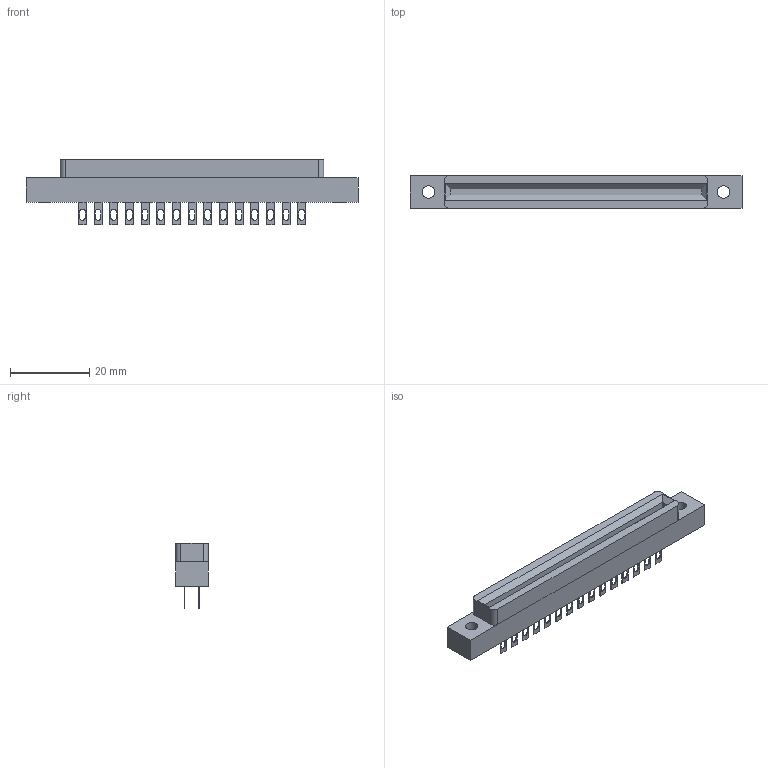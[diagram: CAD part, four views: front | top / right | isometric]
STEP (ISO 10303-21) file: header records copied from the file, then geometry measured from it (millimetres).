
FILE_DESCRIPTION(('FreeCAD Model'),'2;1');
FILE_NAME('Open CASCADE Shape Model','2023-02-08T21:16:37',(''),(''), 'Open CASCADE STEP processor 7.6','FreeCAD','Unknown');
FILE_SCHEMA(('AUTOMOTIVE_DESIGN { 1 0 10303 214 1 1 1 1 }'));
Length unit declared in the file: millimetre
Products named in the file (4): EBM15DSEH; EdgeCardSocketBody; Array; Pin
Assembly tree (32 placements, depth 3):
  EBM15DSEH
    EdgeCardSocketBody
    Array
      Pin  x30
Bounding box: 83.97 x 8.26 x 16.66 mm (x, y, z)
Volume: 6279.4 mm3; surface area: 4451.9 mm2
Topology: 31 solids, 31 shells, 327 faces, 784 edges, 520 vertices
Faces by surface type: plane 261, cylinder 66
Full cylindrical faces by diameter (mm): 3.18 x2
Entity records: 1383 total; most frequent: DIRECTION 244, CARTESIAN_POINT 214, ORIENTED_EDGE 176, EDGE_CURVE 88, AXIS2_PLACEMENT_3D 86, LINE 72, VECTOR 72, VERTEX_POINT 56
